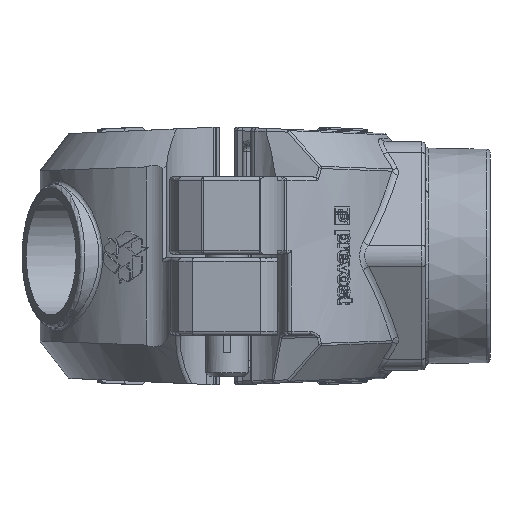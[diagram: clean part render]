
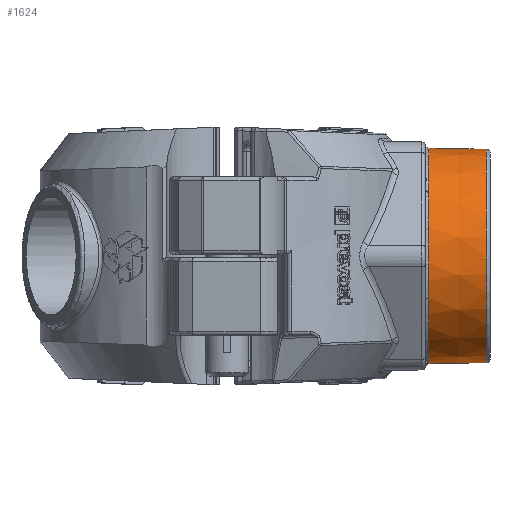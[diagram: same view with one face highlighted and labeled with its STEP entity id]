
A CAD part, front view. The second image highlights one B-rep face of the part: STEP entity #1624.
In plain terms, the highlighted conical face has half-angle 1 degrees and reference radius 15 mm.
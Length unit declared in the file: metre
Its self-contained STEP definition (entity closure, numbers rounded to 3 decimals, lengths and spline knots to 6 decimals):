
#1624=ADVANCED_FACE('',(#4146,#4147),#4148,.T.);
#4146=FACE_OUTER_BOUND('',#8944,.T.);
#4147=FACE_BOUND('',#8945,.T.);
#4148=CONICAL_SURFACE('',#8946,0.015,0.017);
#8944=EDGE_LOOP('',(#41580));
#8945=EDGE_LOOP('',(#41581));
#8946=AXIS2_PLACEMENT_3D('',#41582,#41583,#41584);
#41580=ORIENTED_EDGE('',*,*,#50357,.T.);
#41581=ORIENTED_EDGE('',*,*,#50366,.T.);
#41582=CARTESIAN_POINT('',(0.108856,-0.093414,-0.0365));
#41583=DIRECTION('',(-1.0,0.,0.));
#41584=DIRECTION('',(0.,-1.0,0.));
#50357=EDGE_CURVE('',#54955,#54955,#54956,.T.);
#50366=EDGE_CURVE('',#54967,#54967,#54968,.F.);
#54955=VERTEX_POINT('',#63603);
#54956=CIRCLE('',#63604,0.014991);
#54967=VERTEX_POINT('',#63615);
#54968=CIRCLE('',#63616,0.014851);
#63603=CARTESIAN_POINT('',(0.109347,-0.093414,-0.051491));
#63604=AXIS2_PLACEMENT_3D('',#76597,#76598,#76599);
#63615=CARTESIAN_POINT('',(0.117365,-0.093414,-0.051351));
#63616=AXIS2_PLACEMENT_3D('',#76621,#76622,#76623);
#76597=CARTESIAN_POINT('',(0.109347,-0.093414,-0.0365));
#76598=DIRECTION('',(1.0,0.,0.));
#76599=DIRECTION('',(0.,0.,-1.0));
#76621=CARTESIAN_POINT('',(0.117365,-0.093414,-0.0365));
#76622=DIRECTION('',(1.0,0.,0.));
#76623=DIRECTION('',(0.,0.,-1.0));
